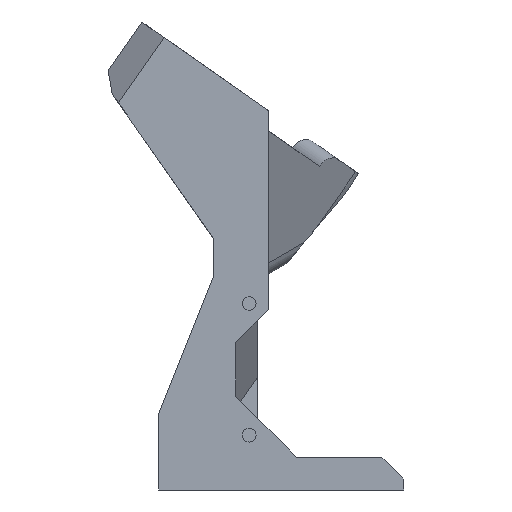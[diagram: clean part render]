
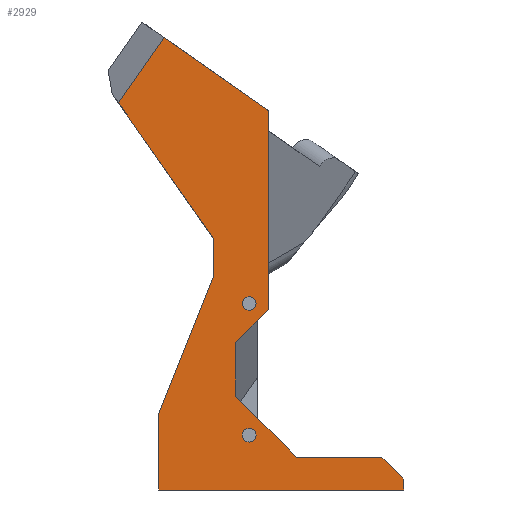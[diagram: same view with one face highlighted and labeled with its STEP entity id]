
A CAD part, left-side view. The second image highlights one B-rep face of the part: STEP entity #2929.
In plain terms, the highlighted planar face has unit normal (-1, 0, 0).
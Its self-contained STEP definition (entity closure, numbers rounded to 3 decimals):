
#1 = LINE ( 'NONE', #2034, #1483 ) ;
#12 = CIRCLE ( 'NONE', #3081, 1.25 ) ;
#110 = LINE ( 'NONE', #1615, #2033 ) ;
#135 = VERTEX_POINT ( 'NONE', #590 ) ;
#206 = LINE ( 'NONE', #3167, #250 ) ;
#212 = AXIS2_PLACEMENT_3D ( 'NONE', #1826, #3203, #640 ) ;
#250 = VECTOR ( 'NONE', #1098, 1000. ) ;
#267 = VERTEX_POINT ( 'NONE', #3568 ) ;
#337 = CARTESIAN_POINT ( 'NONE',  ( 0., 43.705, 82.474 ) ) ;
#387 = CARTESIAN_POINT ( 'NONE',  ( 0., 24.7, 32.904 ) ) ;
#442 = CARTESIAN_POINT ( 'NONE',  ( 0., 28.2, 32.75 ) ) ;
#464 = EDGE_CURVE ( 'NONE', #3311, #135, #2136, .T. ) ;
#490 = VERTEX_POINT ( 'NONE', #618 ) ;
#526 = LINE ( 'NONE', #2785, #2948 ) ;
#561 = CARTESIAN_POINT ( 'NONE',  ( 0., 28.2, 10. ) ) ;
#570 = VECTOR ( 'NONE', #1348, 1000. ) ;
#590 = CARTESIAN_POINT ( 'NONE',  ( 0., 28.2, 35.25 ) ) ;
#616 = ORIENTED_EDGE ( 'NONE', *, *, #1251, .F. ) ;
#618 = CARTESIAN_POINT ( 'NONE',  ( 0., 34.7, 45.832 ) ) ;
#640 = DIRECTION ( 'NONE',  ( 0., 0., -1. ) ) ;
#764 = VERTEX_POINT ( 'NONE', #1649 ) ;
#765 = LINE ( 'NONE', #1083, #2776 ) ;
#793 = ORIENTED_EDGE ( 'NONE', *, *, #2951, .F. ) ;
#869 = CARTESIAN_POINT ( 'NONE',  ( 0., 4., 6. ) ) ;
#874 = VERTEX_POINT ( 'NONE', #1544 ) ;
#881 = CARTESIAN_POINT ( 'NONE',  ( 0., 24.7, 69.167 ) ) ;
#943 = LINE ( 'NONE', #3190, #2234 ) ;
#990 = VECTOR ( 'NONE', #2185, 1000. ) ;
#996 = ORIENTED_EDGE ( 'NONE', *, *, #2309, .F. ) ;
#1028 = EDGE_LOOP ( 'NONE', ( #3213, #793, #3469, #1886, #3777, #1137, #1490, #3522, #1928, #3547, #3456, #3335, #616, #2568 ) ) ;
#1083 = CARTESIAN_POINT ( 'NONE',  ( 0., 0., 6. ) ) ;
#1098 = DIRECTION ( 'NONE',  ( 0., -0.707, -0.707 ) ) ;
#1137 = ORIENTED_EDGE ( 'NONE', *, *, #1874, .T. ) ;
#1159 = LINE ( 'NONE', #2089, #2457 ) ;
#1165 = DIRECTION ( 'NONE',  ( 0., -0.819, -0.574 ) ) ;
#1168 = CARTESIAN_POINT ( 'NONE',  ( 0., 30.7, 189.755 ) ) ;
#1204 = FACE_OUTER_BOUND ( 'NONE', #1028, .T. ) ;
#1238 = VERTEX_POINT ( 'NONE', #2949 ) ;
#1251 = EDGE_CURVE ( 'NONE', #1613, #1238, #2080, .T. ) ;
#1312 = VECTOR ( 'NONE', #1165, 1000. ) ;
#1335 = VERTEX_POINT ( 'NONE', #881 ) ;
#1345 = VERTEX_POINT ( 'NONE', #2207 ) ;
#1348 = DIRECTION ( 'NONE',  ( 0., 0., -1. ) ) ;
#1371 = CARTESIAN_POINT ( 'NONE',  ( 0., 28.2, 8.75 ) ) ;
#1400 = EDGE_CURVE ( 'NONE', #874, #2979, #110, .T. ) ;
#1445 = CIRCLE ( 'NONE', #2651, 1.25 ) ;
#1483 = VECTOR ( 'NONE', #2941, 1000. ) ;
#1490 = ORIENTED_EDGE ( 'NONE', *, *, #2424, .T. ) ;
#1512 = DIRECTION ( 'NONE',  ( 0., 0., -1. ) ) ;
#1524 = CARTESIAN_POINT ( 'NONE',  ( 0., 0., 0. ) ) ;
#1532 = EDGE_CURVE ( 'NONE', #2585, #764, #206, .T. ) ;
#1544 = CARTESIAN_POINT ( 'NONE',  ( 0., 43.705, 82.474 ) ) ;
#1582 = LINE ( 'NONE', #3554, #1751 ) ;
#1605 = CARTESIAN_POINT ( 'NONE',  ( 0., 0., 6. ) ) ;
#1607 = DIRECTION ( 'NONE',  ( -1., 0., 0. ) ) ;
#1613 = VERTEX_POINT ( 'NONE', #2583 ) ;
#1615 = CARTESIAN_POINT ( 'NONE',  ( 0., 49.84, 73.713 ) ) ;
#1626 = CARTESIAN_POINT ( 'NONE',  ( 0., 34.7, 39. ) ) ;
#1649 = CARTESIAN_POINT ( 'NONE',  ( 0., 0., 2. ) ) ;
#1675 = DIRECTION ( 'NONE',  ( 0., 0., 1. ) ) ;
#1751 = VECTOR ( 'NONE', #2122, 1000. ) ;
#1763 = EDGE_LOOP ( 'NONE', ( #3092, #3144 ) ) ;
#1806 = PLANE ( 'NONE',  #212 ) ;
#1826 = CARTESIAN_POINT ( 'NONE',  ( 0., 0., 6. ) ) ;
#1848 = VECTOR ( 'NONE', #2099, 1000. ) ;
#1874 = EDGE_CURVE ( 'NONE', #3318, #267, #2166, .T. ) ;
#1886 = ORIENTED_EDGE ( 'NONE', *, *, #3591, .T. ) ;
#1927 = VECTOR ( 'NONE', #2103, 1000. ) ;
#1928 = ORIENTED_EDGE ( 'NONE', *, *, #3276, .F. ) ;
#1931 = DIRECTION ( 'NONE',  ( -1., 0., 0. ) ) ;
#2033 = VECTOR ( 'NONE', #3282, 1000. ) ;
#2034 = CARTESIAN_POINT ( 'NONE',  ( 0., 34.7, 189.755 ) ) ;
#2070 = EDGE_CURVE ( 'NONE', #490, #3318, #1, .T. ) ;
#2080 = LINE ( 'NONE', #1168, #1848 ) ;
#2089 = CARTESIAN_POINT ( 'NONE',  ( 0., 24.7, 35. ) ) ;
#2099 = DIRECTION ( 'NONE',  ( 0., 0., -1. ) ) ;
#2103 = DIRECTION ( 'NONE',  ( 0., -0.574, -0.819 ) ) ;
#2122 = DIRECTION ( 'NONE',  ( 0., 0.707, 0.707 ) ) ;
#2136 = CIRCLE ( 'NONE', #3340, 1.25 ) ;
#2138 = EDGE_CURVE ( 'NONE', #1335, #2336, #1159, .T. ) ;
#2166 = LINE ( 'NONE', #3014, #990 ) ;
#2185 = DIRECTION ( 'NONE',  ( 0., 0.371, -0.928 ) ) ;
#2207 = CARTESIAN_POINT ( 'NONE',  ( 0., 19.604, 6. ) ) ;
#2234 = VECTOR ( 'NONE', #3500, 1000. ) ;
#2267 = ORIENTED_EDGE ( 'NONE', *, *, #464, .F. ) ;
#2279 = AXIS2_PLACEMENT_3D ( 'NONE', #3578, #1607, #2479 ) ;
#2309 = EDGE_CURVE ( 'NONE', #135, #3311, #3428, .T. ) ;
#2334 = CARTESIAN_POINT ( 'NONE',  ( 0., 52.031, 70.584 ) ) ;
#2336 = VERTEX_POINT ( 'NONE', #387 ) ;
#2387 = FACE_BOUND ( 'NONE', #1763, .T. ) ;
#2424 = EDGE_CURVE ( 'NONE', #267, #3453, #526, .T. ) ;
#2437 = DIRECTION ( 'NONE',  ( 0., -1., 0. ) ) ;
#2457 = VECTOR ( 'NONE', #1512, 1000. ) ;
#2477 = VERTEX_POINT ( 'NONE', #1371 ) ;
#2478 = DIRECTION ( 'NONE',  ( 0., 0., 1. ) ) ;
#2479 = DIRECTION ( 'NONE',  ( 0., 0., 1. ) ) ;
#2526 = CARTESIAN_POINT ( 'NONE',  ( 0., 28.2, 34. ) ) ;
#2568 = ORIENTED_EDGE ( 'NONE', *, *, #3571, .T. ) ;
#2583 = CARTESIAN_POINT ( 'NONE',  ( 0., 30.7, 26.904 ) ) ;
#2585 = VERTEX_POINT ( 'NONE', #869 ) ;
#2586 = DIRECTION ( 'NONE',  ( 0., -1., 0. ) ) ;
#2594 = VERTEX_POINT ( 'NONE', #2669 ) ;
#2619 = LINE ( 'NONE', #337, #1312 ) ;
#2651 = AXIS2_PLACEMENT_3D ( 'NONE', #561, #2823, #3716 ) ;
#2658 = EDGE_CURVE ( 'NONE', #3453, #2594, #3286, .T. ) ;
#2669 = CARTESIAN_POINT ( 'NONE',  ( 0., 0., 0. ) ) ;
#2688 = EDGE_CURVE ( 'NONE', #1345, #1238, #1582, .T. ) ;
#2697 = FACE_BOUND ( 'NONE', #3000, .T. ) ;
#2753 = CARTESIAN_POINT ( 'NONE',  ( 0., 28.2, 11.25 ) ) ;
#2776 = VECTOR ( 'NONE', #2586, 1000. ) ;
#2781 = VECTOR ( 'NONE', #2437, 1000. ) ;
#2785 = CARTESIAN_POINT ( 'NONE',  ( 0., 44.7, 6. ) ) ;
#2823 = DIRECTION ( 'NONE',  ( -1., 0., 0. ) ) ;
#2899 = CARTESIAN_POINT ( 'NONE',  ( 0., 44.7, 0. ) ) ;
#2915 = CARTESIAN_POINT ( 'NONE',  ( 0., 55.083, 74.942 ) ) ;
#2929 = ADVANCED_FACE ( 'NONE', ( #1204, #2697, #2387 ), #1806, .F. ) ;
#2941 = DIRECTION ( 'NONE',  ( 0., 0., -1. ) ) ;
#2948 = VECTOR ( 'NONE', #3410, 1000. ) ;
#2949 = CARTESIAN_POINT ( 'NONE',  ( 0., 30.7, 17.096 ) ) ;
#2951 = EDGE_CURVE ( 'NONE', #874, #1335, #2619, .T. ) ;
#2979 = VERTEX_POINT ( 'NONE', #2334 ) ;
#2987 = LINE ( 'NONE', #2915, #1927 ) ;
#3000 = EDGE_LOOP ( 'NONE', ( #996, #2267 ) ) ;
#3014 = CARTESIAN_POINT ( 'NONE',  ( 0., 34.7, 39. ) ) ;
#3047 = LINE ( 'NONE', #1605, #570 ) ;
#3081 = AXIS2_PLACEMENT_3D ( 'NONE', #3368, #1931, #2478 ) ;
#3092 = ORIENTED_EDGE ( 'NONE', *, *, #3366, .F. ) ;
#3121 = VERTEX_POINT ( 'NONE', #2753 ) ;
#3144 = ORIENTED_EDGE ( 'NONE', *, *, #3391, .F. ) ;
#3167 = CARTESIAN_POINT ( 'NONE',  ( 0., 4., 6. ) ) ;
#3190 = CARTESIAN_POINT ( 'NONE',  ( 0., 24.7, 32.904 ) ) ;
#3203 = DIRECTION ( 'NONE',  ( 1., 0., 0. ) ) ;
#3213 = ORIENTED_EDGE ( 'NONE', *, *, #2138, .F. ) ;
#3276 = EDGE_CURVE ( 'NONE', #764, #2594, #3047, .T. ) ;
#3282 = DIRECTION ( 'NONE',  ( 0., 0.574, -0.819 ) ) ;
#3286 = LINE ( 'NONE', #1524, #2781 ) ;
#3311 = VERTEX_POINT ( 'NONE', #442 ) ;
#3318 = VERTEX_POINT ( 'NONE', #1626 ) ;
#3335 = ORIENTED_EDGE ( 'NONE', *, *, #2688, .T. ) ;
#3340 = AXIS2_PLACEMENT_3D ( 'NONE', #2526, #3688, #1675 ) ;
#3366 = EDGE_CURVE ( 'NONE', #3121, #2477, #12, .T. ) ;
#3368 = CARTESIAN_POINT ( 'NONE',  ( 0., 28.2, 10. ) ) ;
#3391 = EDGE_CURVE ( 'NONE', #2477, #3121, #1445, .T. ) ;
#3410 = DIRECTION ( 'NONE',  ( 0., 0., -1. ) ) ;
#3428 = CIRCLE ( 'NONE', #2279, 1.25 ) ;
#3453 = VERTEX_POINT ( 'NONE', #2899 ) ;
#3456 = ORIENTED_EDGE ( 'NONE', *, *, #3778, .F. ) ;
#3469 = ORIENTED_EDGE ( 'NONE', *, *, #1400, .T. ) ;
#3500 = DIRECTION ( 'NONE',  ( 0., -0.707, 0.707 ) ) ;
#3522 = ORIENTED_EDGE ( 'NONE', *, *, #2658, .T. ) ;
#3547 = ORIENTED_EDGE ( 'NONE', *, *, #1532, .F. ) ;
#3554 = CARTESIAN_POINT ( 'NONE',  ( 0., 30.7, 17.096 ) ) ;
#3568 = CARTESIAN_POINT ( 'NONE',  ( 0., 44.7, 14. ) ) ;
#3571 = EDGE_CURVE ( 'NONE', #1613, #2336, #943, .T. ) ;
#3578 = CARTESIAN_POINT ( 'NONE',  ( 0., 28.2, 34. ) ) ;
#3591 = EDGE_CURVE ( 'NONE', #2979, #490, #2987, .T. ) ;
#3688 = DIRECTION ( 'NONE',  ( -1., 0., 0. ) ) ;
#3716 = DIRECTION ( 'NONE',  ( 0., 0., 1. ) ) ;
#3777 = ORIENTED_EDGE ( 'NONE', *, *, #2070, .T. ) ;
#3778 = EDGE_CURVE ( 'NONE', #1345, #2585, #765, .T. ) ;
